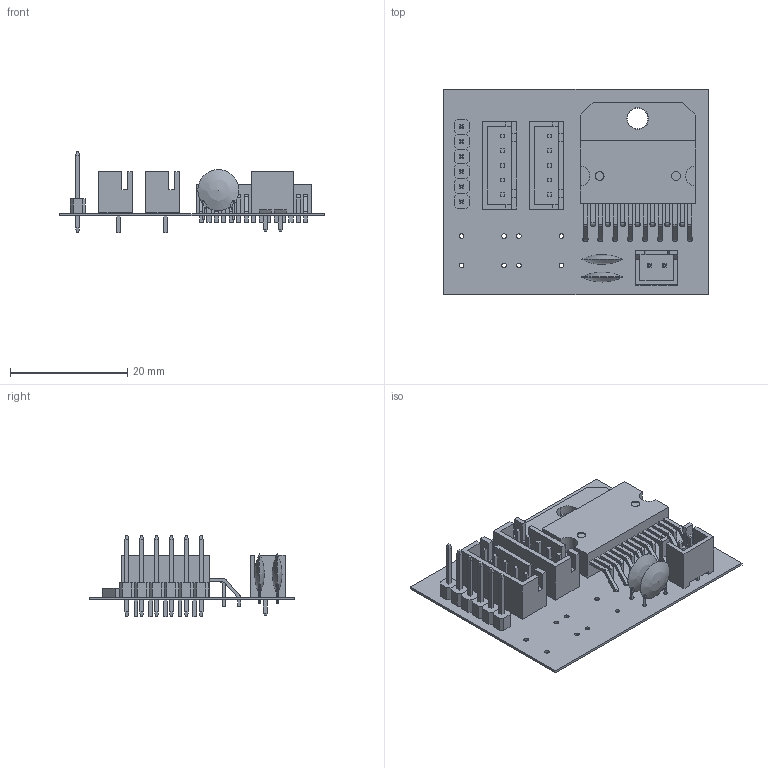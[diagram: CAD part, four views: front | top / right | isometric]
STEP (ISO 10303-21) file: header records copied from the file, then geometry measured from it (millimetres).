
FILE_DESCRIPTION(('Open CASCADE Model'),'2;1');
FILE_NAME('Open CASCADE Shape Model','2023-03-19T20:41:41',('Author'),( 'Open CASCADE'),'Open CASCADE STEP processor 7.5','Open CASCADE 7.5' ,'Unknown');
FILE_SCHEMA(('AUTOMOTIVE_DESIGN { 1 0 10303 214 1 1 1 1 }'));
Length unit declared in the file: millimetre
Products named in the file (15): PCB; Board; Open CASCADE STEP translator 7.5 1.1.1; CN2; B5B-XH-A; U1; User Library-Multiwatt15H; J2; Header-SIP6; J1; JST-XH - 2Pin v1; CN1; C2; User Library-Ceramic Disc Capacitor 0_2in pitch(1); C1
Assembly tree (16 placements, depth 3):
  PCB
    Board
      Open CASCADE STEP translator 7.5 1.1.1
    CN2
      B5B-XH-A
    U1
      User Library-Multiwatt15H
    J2
      Header-SIP6
    J1
      JST-XH - 2Pin v1
    CN1
      B5B-XH-A
    C2
      User Library-Ceramic Disc Capacitor 0_2in pitch(1)
    C1
      User Library-Ceramic Disc Capacitor 0_2in pitch(1)
Bounding box: 45 x 35 x 13.89 mm (x, y, z)
Volume: 2889.5 mm3; surface area: 7010.2 mm2
Topology: 20 solids, 40 shells, 825 faces, 2054 edges, 1344 vertices
Faces by surface type: plane 648, cylinder 114, bspline 59, sphere 4
Full cylindrical faces by diameter (mm): 0.736 x4, 0.784 x8, 0.888 x10, 0.9 x15, 1 x6, 1.016 x2, 3.5 x1
Entity records: 25716 total; most frequent: CARTESIAN_POINT 5231, ORIENTED_EDGE 3610, DIRECTION 3297, EDGE_CURVE 1805, LINE 1473, VECTOR 1473, VERTEX_POINT 1180, AXIS2_PLACEMENT_3D 912
